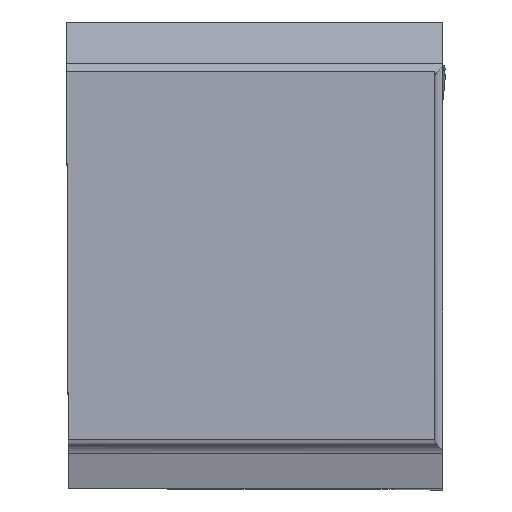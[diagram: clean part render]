
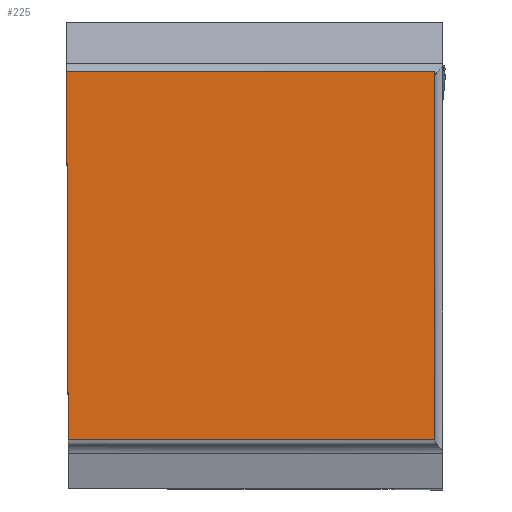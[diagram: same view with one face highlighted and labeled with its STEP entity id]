
A CAD part, top view. The second image highlights one B-rep face of the part: STEP entity #225.
In plain terms, the highlighted planar face has unit normal (0, 0, 1).
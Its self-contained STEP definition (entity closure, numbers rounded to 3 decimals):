
#225=ADVANCED_FACE('CU_BACK_SU1',(#340),#299,.F.);
#299=PLANE('',#1630);
#340=FACE_OUTER_BOUND('',#415,.T.);
#415=EDGE_LOOP('',(#571,#572,#573,#574));
#571=ORIENTED_EDGE('',*,*,#1109,.T.);
#572=ORIENTED_EDGE('',*,*,#1110,.T.);
#573=ORIENTED_EDGE('',*,*,#1111,.T.);
#574=ORIENTED_EDGE('',*,*,#1047,.F.);
#909=VERTEX_POINT('',#2143);
#910=VERTEX_POINT('',#2145);
#961=VERTEX_POINT('',#2364);
#962=VERTEX_POINT('',#2366);
#1047=EDGE_CURVE('',#909,#910,#1255,.T.);
#1109=EDGE_CURVE('',#909,#961,#1294,.T.);
#1110=EDGE_CURVE('',#961,#962,#1295,.T.);
#1111=EDGE_CURVE('',#962,#910,#1296,.T.);
#1255=LINE('',#2144,#1388);
#1294=LINE('',#2363,#1427);
#1295=LINE('',#2365,#1428);
#1296=LINE('',#2367,#1429);
#1388=VECTOR('',#1745,1.);
#1427=VECTOR('',#1834,1.);
#1428=VECTOR('',#1835,1.);
#1429=VECTOR('',#1836,1.);
#1630=AXIS2_PLACEMENT_3D('',#2368,#1837,#1838);
#1745=DIRECTION('',(-0.004,1.,0.));
#1834=DIRECTION('',(1.,0.,0.));
#1835=DIRECTION('',(0.,1.,0.));
#1836=DIRECTION('',(-1.,0.,0.));
#1837=DIRECTION('',(0.,0.,-1.));
#1838=DIRECTION('',(-1.,0.,0.));
#2143=CARTESIAN_POINT('',(0.174,0.,0.));
#2144=CARTESIAN_POINT('',(-0.086,59.566,0.));
#2145=CARTESIAN_POINT('',(0.,39.85,0.));
#2363=CARTESIAN_POINT('',(65.108,0.,0.));
#2364=CARTESIAN_POINT('',(39.85,0.,0.));
#2365=CARTESIAN_POINT('',(39.85,59.85,0.));
#2366=CARTESIAN_POINT('',(39.85,39.85,0.));
#2367=CARTESIAN_POINT('',(65.108,39.85,0.));
#2368=CARTESIAN_POINT('',(65.108,59.85,0.));
